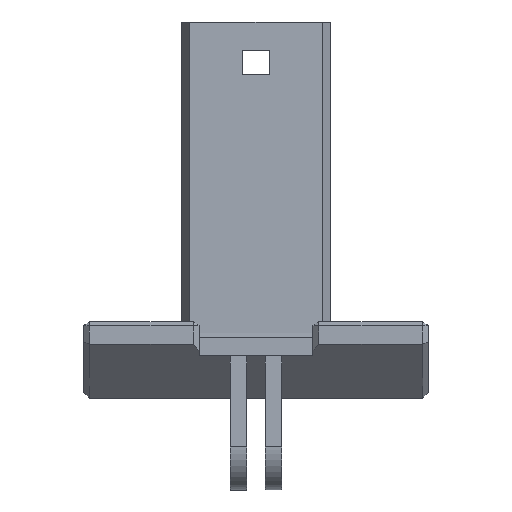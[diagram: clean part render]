
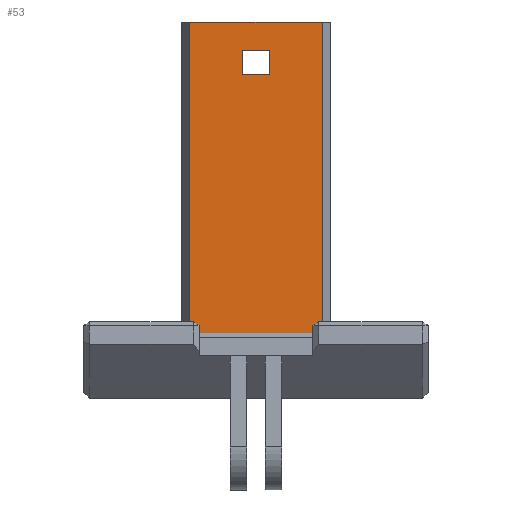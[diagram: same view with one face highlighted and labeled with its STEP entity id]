
A CAD part, top view. The second image highlights one B-rep face of the part: STEP entity #53.
In plain terms, the highlighted planar face has unit normal (0, 0, 1).
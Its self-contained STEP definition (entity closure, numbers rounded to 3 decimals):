
#53=ADVANCED_FACE('',(#155,#130),#1451,.T.);
#130=FACE_BOUND('',#257,.T.);
#155=FACE_OUTER_BOUND('',#256,.T.);
#256=EDGE_LOOP('',(#447,#448,#449,#450));
#257=EDGE_LOOP('',(#451,#452,#453,#454));
#447=ORIENTED_EDGE('',*,*,#1017,.T.);
#448=ORIENTED_EDGE('',*,*,#852,.F.);
#449=ORIENTED_EDGE('',*,*,#853,.T.);
#450=ORIENTED_EDGE('',*,*,#854,.T.);
#451=ORIENTED_EDGE('',*,*,#865,.T.);
#452=ORIENTED_EDGE('',*,*,#868,.T.);
#453=ORIENTED_EDGE('',*,*,#866,.T.);
#454=ORIENTED_EDGE('',*,*,#867,.F.);
#852=EDGE_CURVE('',#1297,#1392,#1064,.T.);
#853=EDGE_CURVE('',#1297,#1298,#1065,.T.);
#854=EDGE_CURVE('',#1298,#1393,#1066,.T.);
#865=EDGE_CURVE('',#1306,#1307,#1077,.T.);
#866=EDGE_CURVE('',#1308,#1309,#1078,.T.);
#867=EDGE_CURVE('',#1306,#1309,#1079,.T.);
#868=EDGE_CURVE('',#1307,#1308,#1080,.T.);
#1017=EDGE_CURVE('',#1393,#1392,#1225,.T.);
#1064=B_SPLINE_CURVE_WITH_KNOTS('',1,(#2188,#2189),.UNSPECIFIED.,.F.,.F.,
(2,2),(0.,58.517),.UNSPECIFIED.);
#1065=B_SPLINE_CURVE_WITH_KNOTS('',1,(#2190,#2191),.UNSPECIFIED.,.F.,.F.,
(2,2),(-78.536,-55.423),.UNSPECIFIED.);
#1066=B_SPLINE_CURVE_WITH_KNOTS('',1,(#2192,#2193),.UNSPECIFIED.,.F.,.F.,
(2,2),(0.,58.517),.UNSPECIFIED.);
#1077=B_SPLINE_CURVE_WITH_KNOTS('',3,(#2214,#2215,#2216,#2217),
 .UNSPECIFIED.,.F.,.F.,(4,4),(0.,4.2),.UNSPECIFIED.);
#1078=B_SPLINE_CURVE_WITH_KNOTS('',3,(#2218,#2219,#2220,#2221),
 .UNSPECIFIED.,.F.,.F.,(4,4),(0.,4.2),.UNSPECIFIED.);
#1079=B_SPLINE_CURVE_WITH_KNOTS('',1,(#2222,#2223),.UNSPECIFIED.,.F.,.F.,
(2,2),(-4.792,0.058),.UNSPECIFIED.);
#1080=B_SPLINE_CURVE_WITH_KNOTS('',1,(#2224,#2225),.UNSPECIFIED.,.F.,.F.,
(2,2),(-4.792,0.058),.UNSPECIFIED.);
#1225=B_SPLINE_CURVE_WITH_KNOTS('',1,(#2672,#2673),.UNSPECIFIED.,.F.,.F.,
(2,2),(-11.557,11.557),.UNSPECIFIED.);
#1297=VERTEX_POINT('',#2079);
#1298=VERTEX_POINT('',#2080);
#1306=VERTEX_POINT('',#2088);
#1307=VERTEX_POINT('',#2089);
#1308=VERTEX_POINT('',#2090);
#1309=VERTEX_POINT('',#2091);
#1392=VERTEX_POINT('',#2174);
#1393=VERTEX_POINT('',#2175);
#1451=PLANE('',#1546);
#1546=AXIS2_PLACEMENT_3D('',#2042,#1624,$);
#1624=DIRECTION('',(0.,0.,1.));
#2042=CARTESIAN_POINT('',(538.914,70.182,0.928));
#2079=CARTESIAN_POINT('',(538.914,70.182,0.928));
#2080=CARTESIAN_POINT('',(515.801,70.182,0.928));
#2088=CARTESIAN_POINT('',(529.782,65.282,0.928));
#2089=CARTESIAN_POINT('',(529.782,61.082,0.928));
#2090=CARTESIAN_POINT('',(524.932,61.082,0.928));
#2091=CARTESIAN_POINT('',(524.932,65.282,0.928));
#2174=CARTESIAN_POINT('',(538.914,10.682,0.928));
#2175=CARTESIAN_POINT('',(515.801,10.682,0.928));
#2188=CARTESIAN_POINT('',(538.914,70.182,0.928));
#2189=CARTESIAN_POINT('',(538.914,10.682,0.928));
#2190=CARTESIAN_POINT('',(538.914,70.182,0.928));
#2191=CARTESIAN_POINT('',(515.801,70.182,0.928));
#2192=CARTESIAN_POINT('',(515.801,70.182,0.928));
#2193=CARTESIAN_POINT('',(515.801,10.682,0.928));
#2214=CARTESIAN_POINT('',(529.782,65.282,0.928));
#2215=CARTESIAN_POINT('',(529.782,63.882,0.928));
#2216=CARTESIAN_POINT('',(529.782,62.482,0.928));
#2217=CARTESIAN_POINT('',(529.782,61.082,0.928));
#2218=CARTESIAN_POINT('',(524.932,61.082,0.928));
#2219=CARTESIAN_POINT('',(524.932,62.482,0.928));
#2220=CARTESIAN_POINT('',(524.932,63.882,0.928));
#2221=CARTESIAN_POINT('',(524.932,65.282,0.928));
#2222=CARTESIAN_POINT('',(529.782,65.282,0.928));
#2223=CARTESIAN_POINT('',(524.932,65.282,0.928));
#2224=CARTESIAN_POINT('',(529.782,61.082,0.928));
#2225=CARTESIAN_POINT('',(524.932,61.082,0.928));
#2672=CARTESIAN_POINT('',(515.801,10.682,0.928));
#2673=CARTESIAN_POINT('',(538.914,10.682,0.928));
